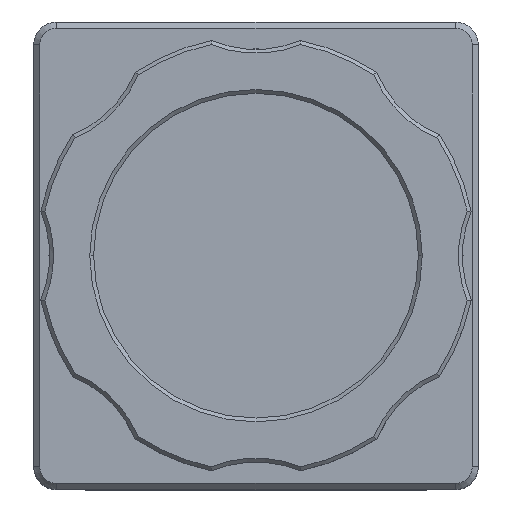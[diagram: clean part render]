
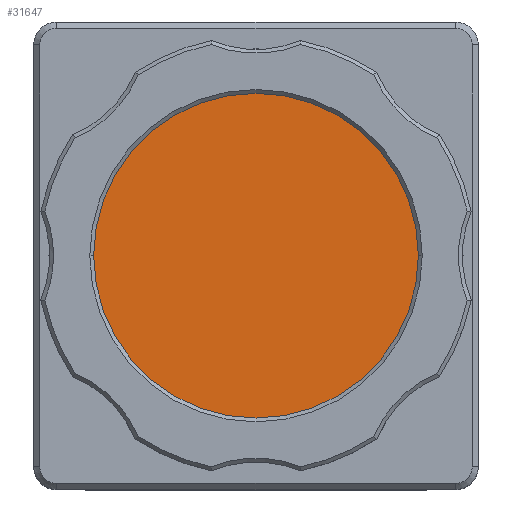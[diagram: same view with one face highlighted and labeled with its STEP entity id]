
A CAD part, top view. The second image highlights one B-rep face of the part: STEP entity #31647.
In plain terms, the highlighted planar face has unit normal (0, 0, 1).
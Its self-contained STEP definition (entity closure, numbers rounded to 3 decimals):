
#10312=CARTESIAN_POINT('',(0.,0.,7.2));
#10313=DIRECTION('',(0.,0.,1.));
#10314=DIRECTION('',(1.,0.,0.));
#10315=AXIS2_PLACEMENT_3D('',#10312,#10313,#10314);
#10317=CARTESIAN_POINT('',(0.,0.,7.2));
#10318=DIRECTION('',(0.,0.,1.));
#10319=DIRECTION('',(-1.,0.,0.));
#10320=AXIS2_PLACEMENT_3D('',#10317,#10318,#10319);
#13592=CARTESIAN_POINT('',(23.925,0.,7.2));
#13593=CARTESIAN_POINT('',(-23.925,0.,7.2));
#13594=VERTEX_POINT('',#13592);
#13595=VERTEX_POINT('',#13593);
#31638=CARTESIAN_POINT('',(0.,0.,7.2));
#31639=DIRECTION('',(0.,0.,1.));
#31640=DIRECTION('',(-1.,0.,0.));
#31641=AXIS2_PLACEMENT_3D('',#31638,#31639,#31640);
#31642=PLANE('',#31641);
#31643=ORIENTED_EDGE('',*,*,#31604,.F.);
#31644=ORIENTED_EDGE('',*,*,#31625,.F.);
#31645=EDGE_LOOP('',(#31643,#31644));
#31646=FACE_OUTER_BOUND('',#31645,.F.);
#31647=ADVANCED_FACE('',(#31646),#31642,.T.);
#10316=CIRCLE('',#10315,23.925);
#10321=CIRCLE('',#10320,23.925);
#31604=EDGE_CURVE('',#13594,#13595,#10316,.T.);
#31625=EDGE_CURVE('',#13595,#13594,#10321,.T.);
